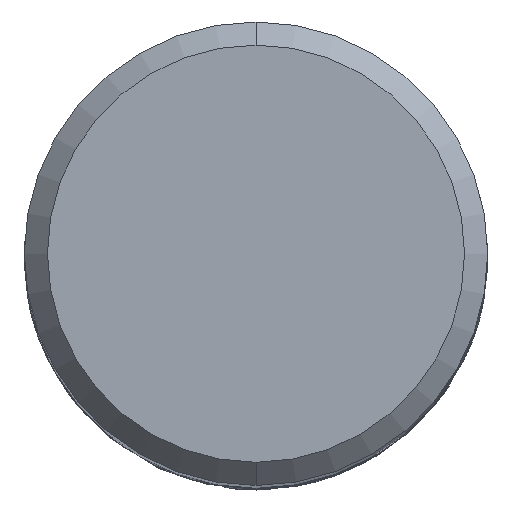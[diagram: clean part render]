
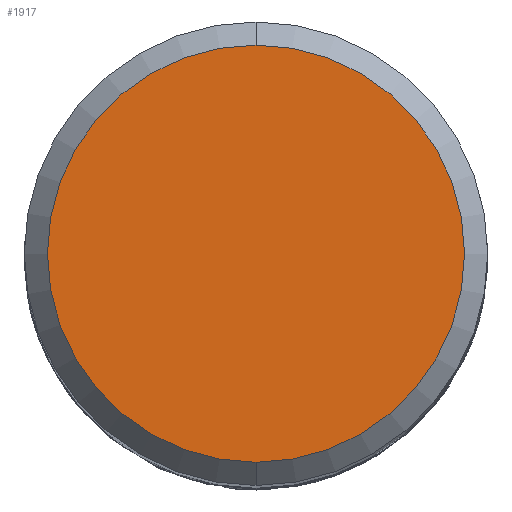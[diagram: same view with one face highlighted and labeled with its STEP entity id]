
A CAD part, top view. The second image highlights one B-rep face of the part: STEP entity #1917.
In plain terms, the highlighted planar face has unit normal (0, 0, 1).
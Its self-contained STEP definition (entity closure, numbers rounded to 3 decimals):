
#1047=EDGE_CURVE('',#1687,#1517,#2465,.T.);
#1517=VERTEX_POINT('',#2971);
#1687=VERTEX_POINT('',#3155);
#1761=EDGE_CURVE('',#1517,#1687,#3237,.T.);
#1917=ADVANCED_FACE('',(#3404),#3405,.T.);
#2465=CIRCLE('',#8074,7.2);
#2971=CARTESIAN_POINT('',(0.,-7.2,0.0));
#3155=CARTESIAN_POINT('',(0.0,7.2,0.0));
#3237=CIRCLE('',#17780,7.2);
#3404=FACE_OUTER_BOUND('',#18815,.T.);
#3405=PLANE('',#18816);
#8074=AXIS2_PLACEMENT_3D('',#21283,#21284,#21285);
#17780=AXIS2_PLACEMENT_3D('',#21969,#21970,#21971);
#18815=EDGE_LOOP('',(#22149,#22150));
#18816=AXIS2_PLACEMENT_3D('',#22151,#22152,#22153);
#21283=CARTESIAN_POINT('',(0.0,0.0,0.0));
#21284=DIRECTION('',(0.0,0.0,-1.0));
#21285=DIRECTION('',(0.0,1.0,0.0));
#21969=CARTESIAN_POINT('',(0.0,0.0,0.0));
#21970=DIRECTION('',(0.0,0.0,-1.0));
#21971=DIRECTION('',(0.0,1.0,0.0));
#22149=ORIENTED_EDGE('',*,*,#1047,.F.);
#22150=ORIENTED_EDGE('',*,*,#1761,.F.);
#22151=CARTESIAN_POINT('',(0.0,3.6,0.0));
#22152=DIRECTION('',(-0.0,0.0,1.0));
#22153=DIRECTION('',(0.0,-1.0,0.0));
